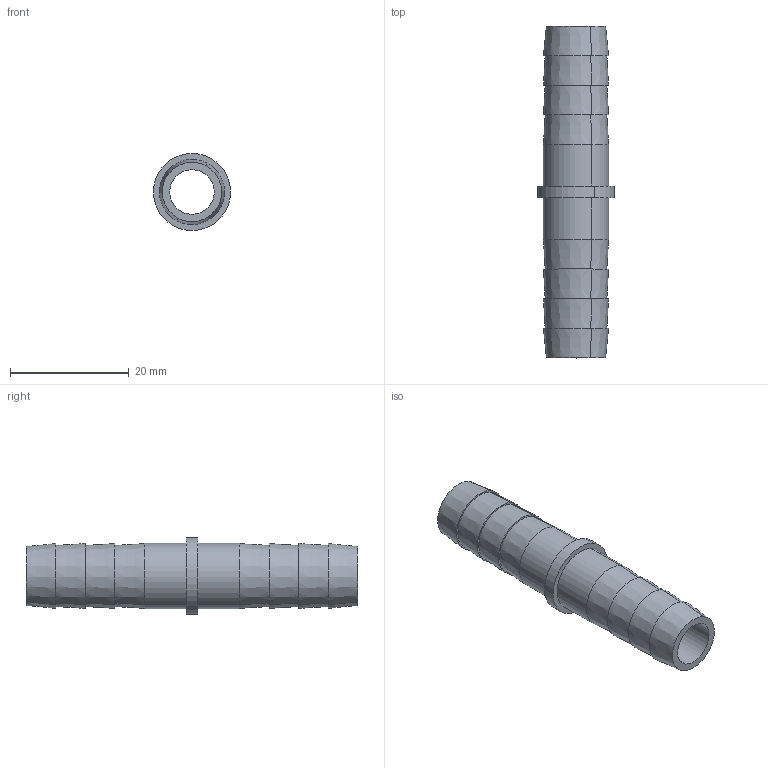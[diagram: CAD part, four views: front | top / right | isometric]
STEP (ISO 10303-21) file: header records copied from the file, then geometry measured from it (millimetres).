
FILE_DESCRIPTION(( 'RA.30F12.12.stp' ), '1');
FILE_NAME( 'RA.30F12.12.stp', '2018-10-11T16:22:29',( 'Sopra'),('sopra-pneumatic.com'), 'SwSTEP 2.0','SolidWorks 2009','' );
FILE_SCHEMA(('CONFIG_CONTROL_DESIGN'));
Length unit declared in the file: millimetre
Products named in the file (1): DN580-12
Bounding box: 13 x 56 x 13 mm (x, y, z)
Volume: 2686.8 mm3; surface area: 3431.4 mm2
Topology: 1 solids, 1 shells, 34 faces, 68 edges, 44 vertices
Faces by surface type: cone 16, plane 10, cylinder 8
Entity records: 841 total; most frequent: ORIENTED_EDGE 136, CARTESIAN_POINT 134, DIRECTION 110, EDGE_CURVE 68, AXIS2_PLACEMENT_3D 66, CIRCLE 44, EDGE_LOOP 44, VERTEX_POINT 44
